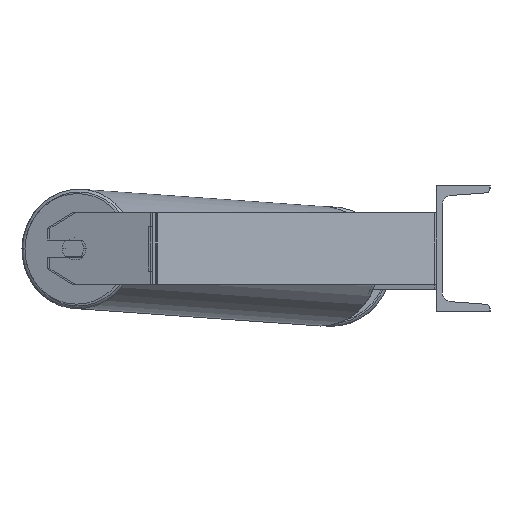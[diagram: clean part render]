
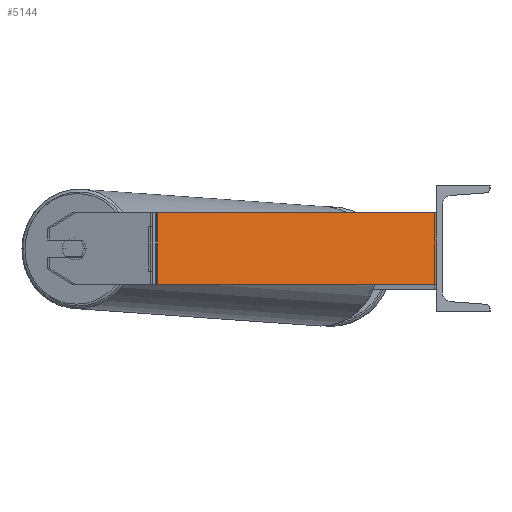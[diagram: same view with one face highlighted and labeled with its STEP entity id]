
A CAD part, left-side view. The second image highlights one B-rep face of the part: STEP entity #5144.
In plain terms, the highlighted planar face has unit normal (-0.985, -0.174, 0).
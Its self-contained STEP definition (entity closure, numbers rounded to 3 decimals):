
#99 = DIRECTION ( 'NONE',  ( 0., 0., -1. ) ) ;
#257 = EDGE_CURVE ( 'NONE', #6046, #955, #2680, .T. ) ;
#415 = VECTOR ( 'NONE', #6188, 1000. ) ;
#476 = ORIENTED_EDGE ( 'NONE', *, *, #257, .T. ) ;
#720 = DIRECTION ( 'NONE',  ( 0.174, -0.985, 0. ) ) ;
#770 = DIRECTION ( 'NONE',  ( 0.985, 0.174, 0. ) ) ;
#955 = VERTEX_POINT ( 'NONE', #8498 ) ;
#1103 = CARTESIAN_POINT ( 'NONE',  ( -1185., 0., 40. ) ) ;
#1246 = CARTESIAN_POINT ( 'NONE',  ( -1240.318, 313.724, -40. ) ) ;
#1414 = LINE ( 'NONE', #7080, #5596 ) ;
#1653 = EDGE_LOOP ( 'NONE', ( #476, #8090, #3090, #8868 ) ) ;
#2680 = LINE ( 'NONE', #1246, #3502 ) ;
#2724 = LINE ( 'NONE', #3236, #415 ) ;
#3090 = ORIENTED_EDGE ( 'NONE', *, *, #4395, .F. ) ;
#3236 = CARTESIAN_POINT ( 'NONE',  ( -1239.574, 309.502, 40. ) ) ;
#3502 = VECTOR ( 'NONE', #7539, 1000. ) ;
#3537 = CARTESIAN_POINT ( 'NONE',  ( -1239.574, 309.502, -40. ) ) ;
#4277 = PLANE ( 'NONE',  #9111 ) ;
#4395 = EDGE_CURVE ( 'NONE', #6091, #4502, #1414, .T. ) ;
#4502 = VERTEX_POINT ( 'NONE', #7121 ) ;
#4513 = VECTOR ( 'NONE', #99, 1000. ) ;
#4885 = CARTESIAN_POINT ( 'NONE',  ( -1240.318, 313.724, 40. ) ) ;
#5144 = ADVANCED_FACE ( 'NONE', ( #6269 ), #4277, .F. ) ;
#5235 = LINE ( 'NONE', #1103, #4513 ) ;
#5596 = VECTOR ( 'NONE', #720, 1000. ) ;
#6046 = VERTEX_POINT ( 'NONE', #3537 ) ;
#6091 = VERTEX_POINT ( 'NONE', #8320 ) ;
#6188 = DIRECTION ( 'NONE',  ( 0., 0., -1. ) ) ;
#6269 = FACE_OUTER_BOUND ( 'NONE', #1653, .T. ) ;
#6432 = EDGE_CURVE ( 'NONE', #4502, #955, #5235, .T. ) ;
#7080 = CARTESIAN_POINT ( 'NONE',  ( -1240.318, 313.724, 40. ) ) ;
#7121 = CARTESIAN_POINT ( 'NONE',  ( -1185., 0., 40. ) ) ;
#7539 = DIRECTION ( 'NONE',  ( 0.174, -0.985, 0. ) ) ;
#8090 = ORIENTED_EDGE ( 'NONE', *, *, #6432, .F. ) ;
#8320 = CARTESIAN_POINT ( 'NONE',  ( -1239.574, 309.502, 40. ) ) ;
#8472 = EDGE_CURVE ( 'NONE', #6091, #6046, #2724, .T. ) ;
#8498 = CARTESIAN_POINT ( 'NONE',  ( -1185., 0., -40. ) ) ;
#8868 = ORIENTED_EDGE ( 'NONE', *, *, #8472, .T. ) ;
#9085 = DIRECTION ( 'NONE',  ( -0.174, 0.985, 0. ) ) ;
#9111 = AXIS2_PLACEMENT_3D ( 'NONE', #4885, #770, #9085 ) ;
